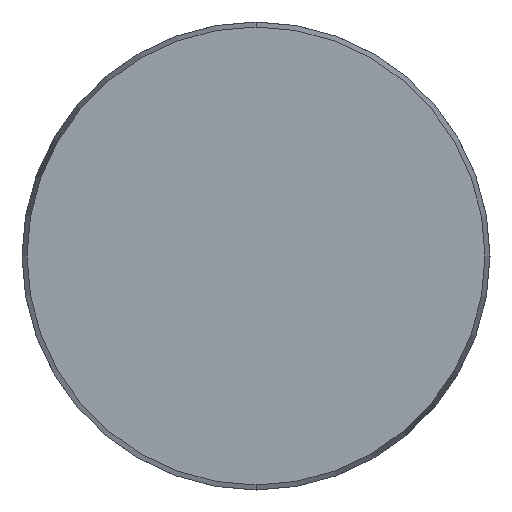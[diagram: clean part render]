
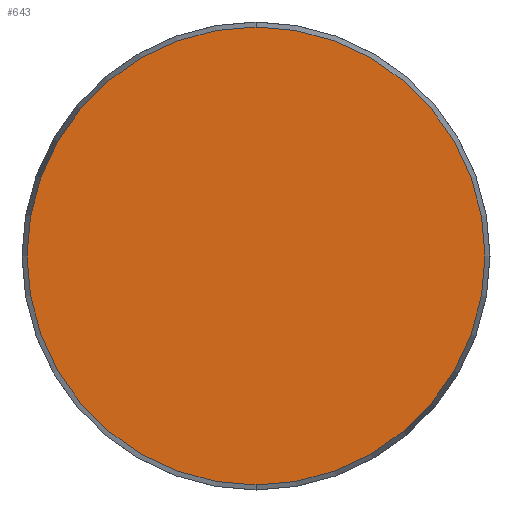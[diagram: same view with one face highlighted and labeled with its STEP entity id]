
A CAD part, front view. The second image highlights one B-rep face of the part: STEP entity #643.
In plain terms, the highlighted planar face has unit normal (0, -1, 0).
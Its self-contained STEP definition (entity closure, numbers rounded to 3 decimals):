
#4 = CARTESIAN_POINT ( 'NONE',  ( 0., 0., 39.143 ) ) ;
#28 = CARTESIAN_POINT ( 'NONE',  ( -39.143, 0., 0. ) ) ;
#142 = CIRCLE ( 'NONE', #615, 39.143 ) ;
#148 = VERTEX_POINT ( 'NONE', #223 ) ;
#163 = ORIENTED_EDGE ( 'NONE', *, *, #497, .T. ) ;
#223 = CARTESIAN_POINT ( 'NONE',  ( 0., 0., -39.143 ) ) ;
#224 = EDGE_CURVE ( 'NONE', #148, #344, #736, .T. ) ;
#276 = PLANE ( 'NONE',  #545 ) ;
#344 = VERTEX_POINT ( 'NONE', #4 ) ;
#360 = CARTESIAN_POINT ( 'NONE',  ( 0., 0., 0. ) ) ;
#364 = AXIS2_PLACEMENT_3D ( 'NONE', #360, #373, #425 ) ;
#373 = DIRECTION ( 'NONE',  ( 0., -1., 0. ) ) ;
#397 = DIRECTION ( 'NONE',  ( 0., -1., 0. ) ) ;
#425 = DIRECTION ( 'NONE',  ( 0., 0., -1. ) ) ;
#426 = FACE_OUTER_BOUND ( 'NONE', #669, .T. ) ;
#497 = EDGE_CURVE ( 'NONE', #344, #148, #142, .T. ) ;
#535 = DIRECTION ( 'NONE',  ( 0., 0., 1. ) ) ;
#545 = AXIS2_PLACEMENT_3D ( 'NONE', #28, #606, #535 ) ;
#606 = DIRECTION ( 'NONE',  ( 0., 1., 0. ) ) ;
#615 = AXIS2_PLACEMENT_3D ( 'NONE', #796, #397, #663 ) ;
#643 = ADVANCED_FACE ( 'NONE', ( #426 ), #276, .F. ) ;
#644 = ORIENTED_EDGE ( 'NONE', *, *, #224, .T. ) ;
#663 = DIRECTION ( 'NONE',  ( 0., 0., -1. ) ) ;
#669 = EDGE_LOOP ( 'NONE', ( #163, #644 ) ) ;
#736 = CIRCLE ( 'NONE', #364, 39.143 ) ;
#796 = CARTESIAN_POINT ( 'NONE',  ( 0., 0., 0. ) ) ;
